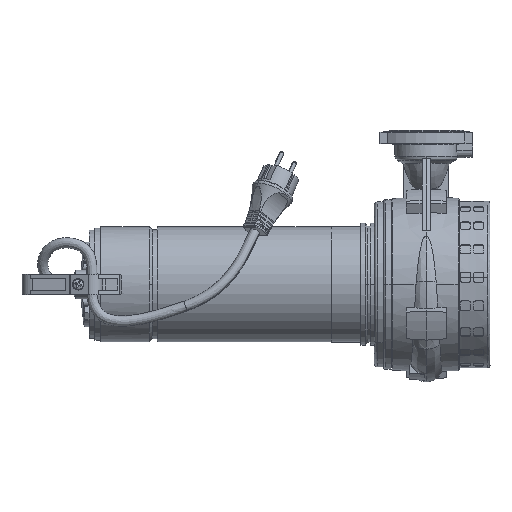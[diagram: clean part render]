
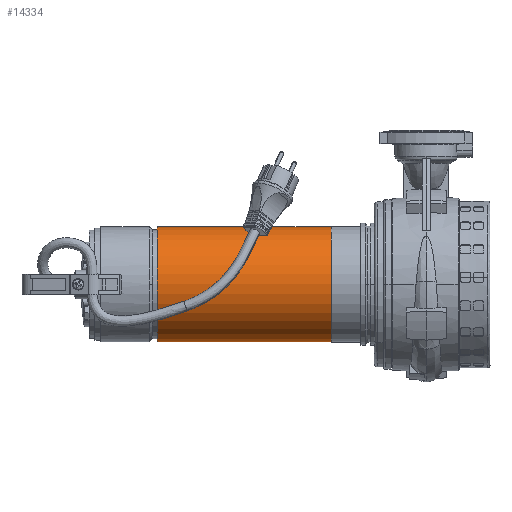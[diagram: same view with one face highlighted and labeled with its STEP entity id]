
A CAD part, left-side view. The second image highlights one B-rep face of the part: STEP entity #14334.
In plain terms, the highlighted cylindrical face has radius 56 mm (diameter 112 mm), a partial arc.
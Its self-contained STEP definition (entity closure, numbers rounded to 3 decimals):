
#4445 = VECTOR ( 'NONE', #42324, 1000. ) ;
#4516 = DIRECTION ( 'NONE',  ( 0., 0., -1. ) ) ;
#4840 = CARTESIAN_POINT ( 'NONE',  ( 0., 51., 0. ) ) ;
#7098 = AXIS2_PLACEMENT_3D ( 'NONE', #12329, #13294, #28338 ) ;
#8403 = VERTEX_POINT ( 'NONE', #40384 ) ;
#9394 = CARTESIAN_POINT ( 'NONE',  ( 0., 220., 56. ) ) ;
#12329 = CARTESIAN_POINT ( 'NONE',  ( 0., 220., 0. ) ) ;
#13294 = DIRECTION ( 'NONE',  ( 0., -1., 0. ) ) ;
#14334 = ADVANCED_FACE ( 'NONE', ( #54346 ), #60345, .T. ) ;
#14505 = VERTEX_POINT ( 'NONE', #52653 ) ;
#17939 = CARTESIAN_POINT ( 'NONE',  ( 0., 51., -56. ) ) ;
#18163 = AXIS2_PLACEMENT_3D ( 'NONE', #4840, #29901, #4516 ) ;
#21903 = LINE ( 'NONE', #37288, #4445 ) ;
#23173 = EDGE_CURVE ( 'NONE', #8403, #38865, #42348, .T. ) ;
#23237 = CARTESIAN_POINT ( 'NONE',  ( 0., 220., -56. ) ) ;
#23422 = EDGE_CURVE ( 'NONE', #8403, #30192, #54969, .T. ) ;
#25854 = EDGE_LOOP ( 'NONE', ( #64902, #30997, #48050, #59948 ) ) ;
#28338 = DIRECTION ( 'NONE',  ( 0., 0., -1. ) ) ;
#29333 = VECTOR ( 'NONE', #47351, 1000. ) ;
#29901 = DIRECTION ( 'NONE',  ( 0., 1., 0. ) ) ;
#30192 = VERTEX_POINT ( 'NONE', #9394 ) ;
#30997 = ORIENTED_EDGE ( 'NONE', *, *, #59417, .T. ) ;
#37288 = CARTESIAN_POINT ( 'NONE',  ( 0., 220., 56. ) ) ;
#38481 = AXIS2_PLACEMENT_3D ( 'NONE', #54676, #50020, #59690 ) ;
#38865 = VERTEX_POINT ( 'NONE', #17939 ) ;
#40384 = CARTESIAN_POINT ( 'NONE',  ( 0., 220., -56. ) ) ;
#42324 = DIRECTION ( 'NONE',  ( 0., -1., 0. ) ) ;
#42348 = LINE ( 'NONE', #23237, #29333 ) ;
#47351 = DIRECTION ( 'NONE',  ( 0., -1., 0. ) ) ;
#48050 = ORIENTED_EDGE ( 'NONE', *, *, #54803, .T. ) ;
#50020 = DIRECTION ( 'NONE',  ( 0., -1., 0. ) ) ;
#51281 = CIRCLE ( 'NONE', #18163, 56. ) ;
#52653 = CARTESIAN_POINT ( 'NONE',  ( 0., 51., 56. ) ) ;
#54346 = FACE_OUTER_BOUND ( 'NONE', #25854, .T. ) ;
#54676 = CARTESIAN_POINT ( 'NONE',  ( 0., 220., 0. ) ) ;
#54803 = EDGE_CURVE ( 'NONE', #14505, #38865, #51281, .T. ) ;
#54969 = CIRCLE ( 'NONE', #7098, 56. ) ;
#59417 = EDGE_CURVE ( 'NONE', #30192, #14505, #21903, .T. ) ;
#59690 = DIRECTION ( 'NONE',  ( 0., 0., -1. ) ) ;
#59948 = ORIENTED_EDGE ( 'NONE', *, *, #23173, .F. ) ;
#60345 = CYLINDRICAL_SURFACE ( 'NONE', #38481, 56. ) ;
#64902 = ORIENTED_EDGE ( 'NONE', *, *, #23422, .T. ) ;
